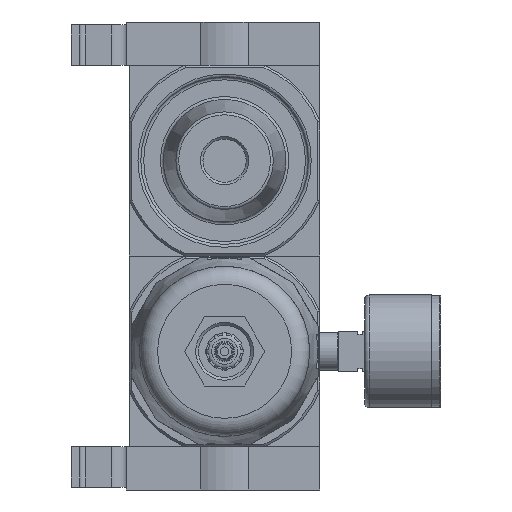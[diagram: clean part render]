
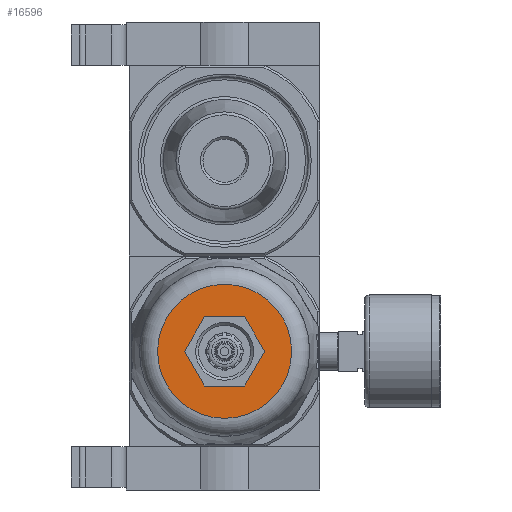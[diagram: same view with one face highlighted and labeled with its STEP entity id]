
A CAD part, front view. The second image highlights one B-rep face of the part: STEP entity #16596.
In plain terms, the highlighted planar face has unit normal (0, -1, 0).
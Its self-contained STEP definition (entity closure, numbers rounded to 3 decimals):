
#1654=CIRCLE('',#23219,23.2);
#5443=ORIENTED_EDGE('',*,*,#8306,.T.);
#5444=ORIENTED_EDGE('',*,*,#8307,.T.);
#5445=ORIENTED_EDGE('',*,*,#8308,.T.);
#5446=ORIENTED_EDGE('',*,*,#8309,.T.);
#5447=ORIENTED_EDGE('',*,*,#8310,.T.);
#5448=ORIENTED_EDGE('',*,*,#8311,.T.);
#5449=ORIENTED_EDGE('',*,*,#8312,.T.);
#8306=EDGE_CURVE('',#10063,#10063,#1654,.T.);
#8307=EDGE_CURVE('',#10064,#10065,#11282,.T.);
#8308=EDGE_CURVE('',#10065,#10066,#11283,.T.);
#8309=EDGE_CURVE('',#10066,#10067,#11284,.T.);
#8310=EDGE_CURVE('',#10067,#10068,#11285,.T.);
#8311=EDGE_CURVE('',#10068,#10069,#11286,.T.);
#8312=EDGE_CURVE('',#10069,#10064,#11287,.T.);
#10063=VERTEX_POINT('',#33279);
#10064=VERTEX_POINT('',#33281);
#10065=VERTEX_POINT('',#33282);
#10066=VERTEX_POINT('',#33284);
#10067=VERTEX_POINT('',#33286);
#10068=VERTEX_POINT('',#33288);
#10069=VERTEX_POINT('',#33290);
#11282=LINE('',#33280,#12400);
#11283=LINE('',#33283,#12401);
#11284=LINE('',#33285,#12402);
#11285=LINE('',#33287,#12403);
#11286=LINE('',#33289,#12404);
#11287=LINE('',#33291,#12405);
#12400=VECTOR('',#27566,1000.);
#12401=VECTOR('',#27567,1000.);
#12402=VECTOR('',#27568,1000.);
#12403=VECTOR('',#27569,1000.);
#12404=VECTOR('',#27570,1000.);
#12405=VECTOR('',#27571,1000.);
#13655=EDGE_LOOP('',(#5443));
#13656=EDGE_LOOP('',(#5444,#5445,#5446,#5447,#5448,#5449));
#14964=FACE_BOUND('',#13655,.T.);
#14965=FACE_BOUND('',#13656,.T.);
#15682=PLANE('',#23218);
#16596=ADVANCED_FACE('',(#14964,#14965),#15682,.F.);
#23218=AXIS2_PLACEMENT_3D('',#33277,#27562,#27563);
#23219=AXIS2_PLACEMENT_3D('',#33278,#27564,#27565);
#27562=DIRECTION('',(0.,1.,0.));
#27563=DIRECTION('',(0.,0.,1.));
#27564=DIRECTION('',(0.,-1.,0.));
#27565=DIRECTION('',(0.,0.,-1.));
#27566=DIRECTION('',(0.,0.,1.));
#27567=DIRECTION('',(0.866,0.,0.5));
#27568=DIRECTION('',(0.866,0.,-0.5));
#27569=DIRECTION('',(0.,0.,-1.));
#27570=DIRECTION('',(-0.866,0.,-0.5));
#27571=DIRECTION('',(-0.866,0.,0.5));
#33277=CARTESIAN_POINT('',(23.2,-164.,0.));
#33278=CARTESIAN_POINT('',(0.,-164.,0.));
#33279=CARTESIAN_POINT('',(0.,-164.,-23.2));
#33280=CARTESIAN_POINT('',(-12.,-164.,-6.928));
#33281=CARTESIAN_POINT('',(-12.,-164.,-6.928));
#33282=CARTESIAN_POINT('',(-12.,-164.,6.928));
#33283=CARTESIAN_POINT('',(-12.,-164.,6.928));
#33284=CARTESIAN_POINT('',(0.,-164.,13.856));
#33285=CARTESIAN_POINT('',(0.,-164.,13.856));
#33286=CARTESIAN_POINT('',(12.,-164.,6.928));
#33287=CARTESIAN_POINT('',(12.,-164.,6.928));
#33288=CARTESIAN_POINT('',(12.,-164.,-6.928));
#33289=CARTESIAN_POINT('',(12.,-164.,-6.928));
#33290=CARTESIAN_POINT('',(0.,-164.,-13.856));
#33291=CARTESIAN_POINT('',(0.,-164.,-13.856));
